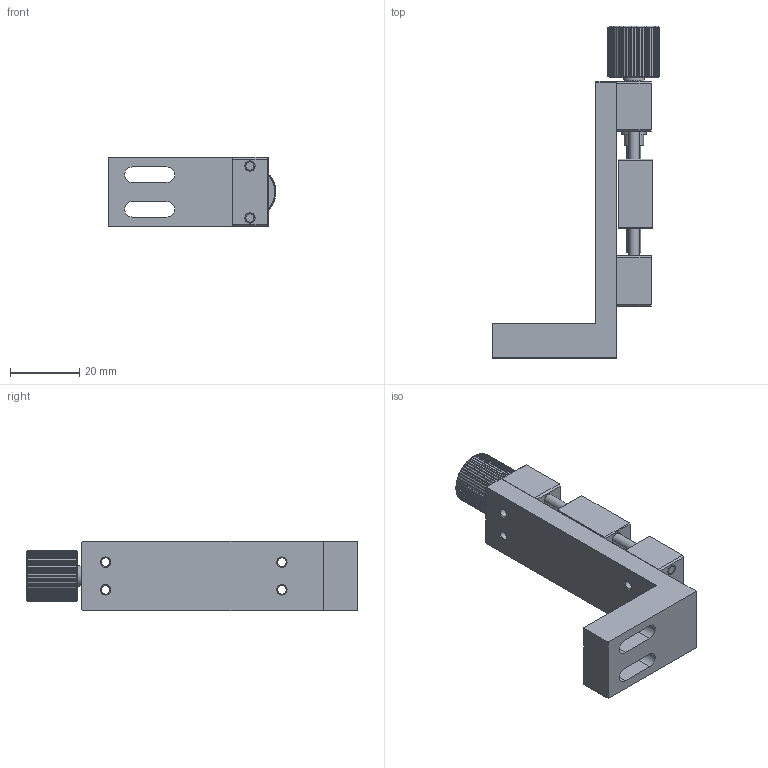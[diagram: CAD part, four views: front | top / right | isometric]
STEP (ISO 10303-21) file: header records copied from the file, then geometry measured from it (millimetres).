
FILE_DESCRIPTION (( 'STEP AP203' ), '1' );
FILE_NAME ('528985.STEP', '2024-11-12T01:32:48', ( 'Windows User' ), ( 'P R C' ), 'SwSTEP 2.0', 'SolidWorks 2020', '' );
FILE_SCHEMA (( 'CONFIG_CONTROL_DESIGN' ));
Length unit declared in the file: millimetre
Products named in the file (1): 528985
Bounding box: 48.5 x 96 x 20 mm (x, y, z)
Volume: 26428.5 mm3; surface area: 16149.6 mm2
Topology: 7 solids, 7 shells, 460 faces, 1059 edges, 621 vertices
Faces by surface type: plane 198, cone 156, cylinder 106
Full cylindrical faces by diameter (mm): 2.459 x10, 3 x15, 3.001 x2, 3.2 x4, 3.242 x1, 4.001 x1, 5.601 x1, 6 x5, 7.001 x1
Entity records: 14452 total; most frequent: CARTESIAN_POINT 4775, DIRECTION 1935, ORIENTED_EDGE 1918, EDGE_CURVE 959, AXIS2_PLACEMENT_3D 806, VERTEX_POINT 596, EDGE_LOOP 591, FACE_OUTER_BOUND 500
